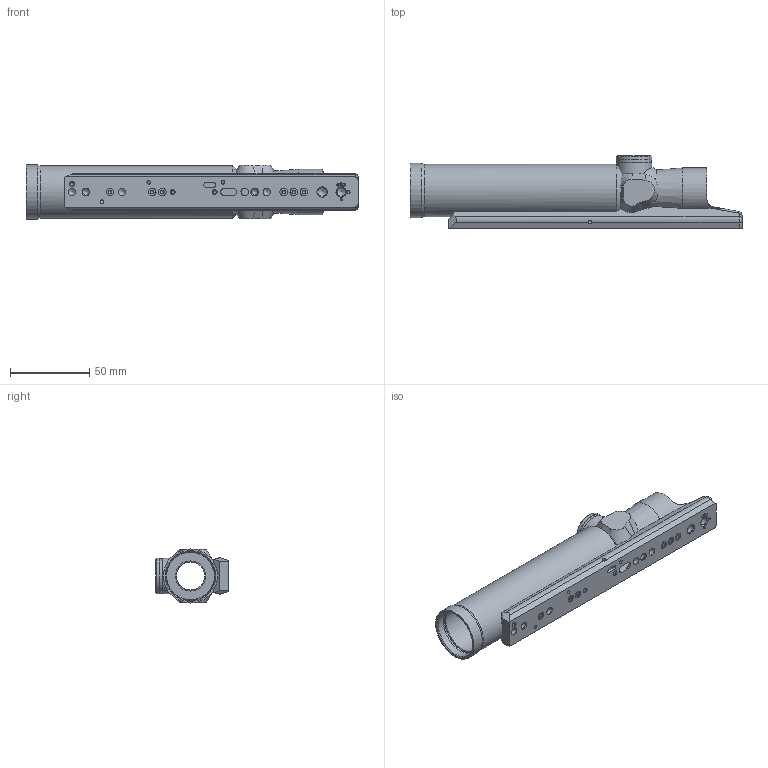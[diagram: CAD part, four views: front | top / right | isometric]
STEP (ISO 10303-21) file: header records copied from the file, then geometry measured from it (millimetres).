
FILE_DESCRIPTION((''),'2;1');
FILE_NAME('Body - slug6 tube model.stp','2014-08-31T14:10:16',('Ydna'),(''),'Autodesk Inventor 2011','Autodesk Inventor 2011','');
FILE_SCHEMA(('AUTOMOTIVE_DESIGN { 1 0 10303 214 1 1 1 1 }'));
Length unit declared in the file: inch
Products named in the file (1): Body - slug6 tube model
Bounding box: 209.98 x 46.14 x 34.24 mm (x, y, z)
Volume: 75677.5 mm3; surface area: 45190.5 mm2
Topology: 1 solids, 1 shells, 161 faces, 405 edges, 267 vertices
Faces by surface type: cylinder 66, cone 46, plane 42, bspline 5, torus 2
Full cylindrical faces by diameter (mm): 1.245 x1, 1.702 x3, 1.727 x1, 2.159 x3, 2.261 x10, 3.962 x2, 4.763 x3, 4.826 x7, 5.359 x2, 17.78 x2, 18.517 x1, 19.05 x1, 20.828 x1, 21.717 x1, 22.352 x1, 22.479 x2, 23.978 x1, 30.175 x1, 30.861 x1, 32.004 x1, 33.223 x1, 34.239 x1
Entity records: 4591 total; most frequent: CARTESIAN_POINT 1198, DIRECTION 730, ORIENTED_EDGE 556, AXIS2_PLACEMENT_3D 323, EDGE_CURVE 278, EDGE_LOOP 270, VERTEX_POINT 216, FACE_OUTER_BOUND 161
